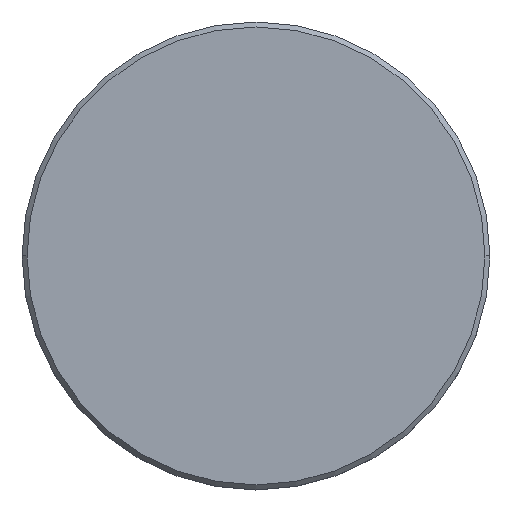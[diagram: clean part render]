
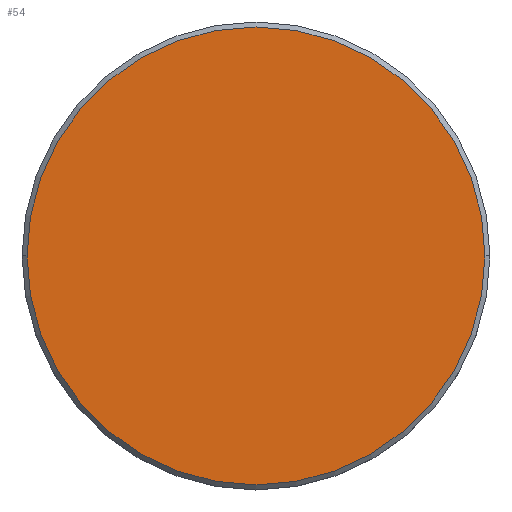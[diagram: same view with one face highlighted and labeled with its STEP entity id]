
A CAD part, top view. The second image highlights one B-rep face of the part: STEP entity #54.
In plain terms, the highlighted planar face has unit normal (0, 0, 1).
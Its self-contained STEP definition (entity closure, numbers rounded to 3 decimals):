
#40 = PLANE ( 'NONE',  #704 ) ;
#54 = ADVANCED_FACE ( 'NONE', ( #1062 ), #40, .T. ) ;
#69 = ORIENTED_EDGE ( 'NONE', *, *, #98, .T. ) ;
#98 = EDGE_CURVE ( 'NONE', #430, #385, #1065, .T. ) ;
#125 = AXIS2_PLACEMENT_3D ( 'NONE', #524, #354, #255 ) ;
#143 = CIRCLE ( 'NONE', #125, 23. ) ;
#248 = DIRECTION ( 'NONE',  ( 1., 0., 0. ) ) ;
#255 = DIRECTION ( 'NONE',  ( 1., 0., 0. ) ) ;
#281 = CARTESIAN_POINT ( 'NONE',  ( 0., 0., 0. ) ) ;
#354 = DIRECTION ( 'NONE',  ( 0., 0., 1. ) ) ;
#385 = VERTEX_POINT ( 'NONE', #640 ) ;
#404 = ORIENTED_EDGE ( 'NONE', *, *, #821, .T. ) ;
#430 = VERTEX_POINT ( 'NONE', #446 ) ;
#446 = CARTESIAN_POINT ( 'NONE',  ( -23., 0., 0. ) ) ;
#524 = CARTESIAN_POINT ( 'NONE',  ( 0., 0., 0. ) ) ;
#561 = AXIS2_PLACEMENT_3D ( 'NONE', #626, #1159, #604 ) ;
#604 = DIRECTION ( 'NONE',  ( 1., 0., 0. ) ) ;
#626 = CARTESIAN_POINT ( 'NONE',  ( 0., 0., 0. ) ) ;
#640 = CARTESIAN_POINT ( 'NONE',  ( 23., 0., 0. ) ) ;
#646 = EDGE_LOOP ( 'NONE', ( #69, #404 ) ) ;
#704 = AXIS2_PLACEMENT_3D ( 'NONE', #281, #1170, #248 ) ;
#821 = EDGE_CURVE ( 'NONE', #385, #430, #143, .T. ) ;
#1062 = FACE_OUTER_BOUND ( 'NONE', #646, .T. ) ;
#1065 = CIRCLE ( 'NONE', #561, 23. ) ;
#1159 = DIRECTION ( 'NONE',  ( 0., 0., 1. ) ) ;
#1170 = DIRECTION ( 'NONE',  ( 0., 0., 1. ) ) ;
